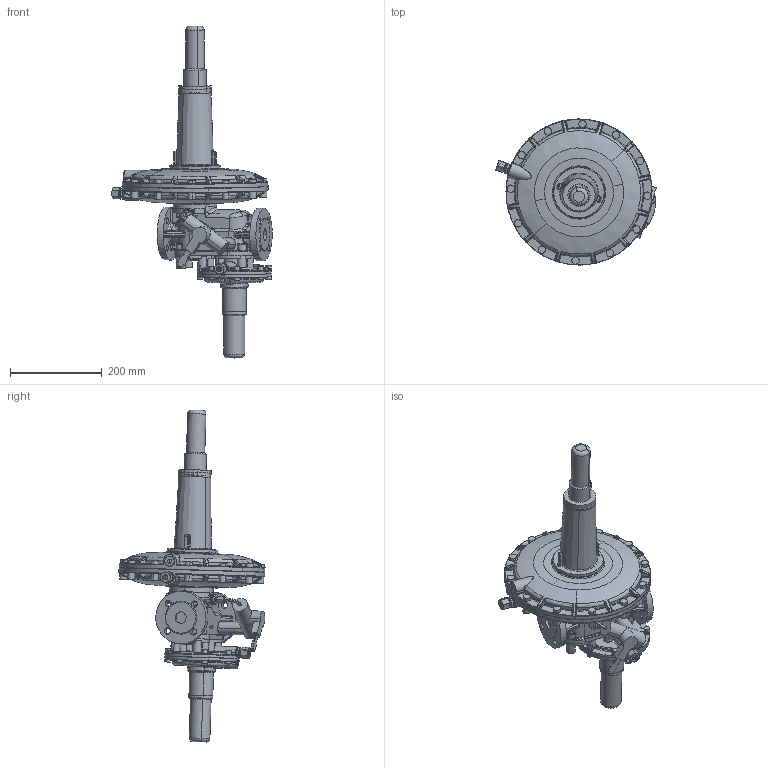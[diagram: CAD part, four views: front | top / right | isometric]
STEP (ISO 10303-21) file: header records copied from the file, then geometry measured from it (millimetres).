
FILE_DESCRIPTION(('CATIA V5 STEP'),'2;1');
FILE_NAME('RS 250 DN 025-320-HDS-links.stp','2014-03-28T13:37:07+00:00',('none'),('none'),'CATIA Version 5 Release 19 SP 9 (IN-10)','CATIA V5 STEP AP203 Edition 2','none');
FILE_SCHEMA(('AP203_CONFIGURATION_CONTROLLED_3D_DESIGN_OF_MECHANICAL_PARTS_AND_ASSEMBLIES_MIM_LF { 1 0 10303 403 2 1 2}'));
Products named in the file (5): Product1; 870800_AllCATPart; Produkt1; 8630H1; 8630H
Assembly tree (4 placements, depth 3):
  Product1
    870800_AllCATPart
    Produkt1
      8630H1
      8630H
Bounding box: 349.14 x 318.31 x 722.88 mm (x, y, z)
Volume: 8304573.1 mm3; surface area: 567413.3 mm2
Topology: 3 solids, 26 shells, 2740 faces, 6793 edges, 3867 vertices
Faces by surface type: cylinder 836, bspline 613, torus 527, plane 457, sphere 137, cone 114, revolution 56
Entity records: 119086 total; most frequent: CARTESIAN_POINT 64845, ORIENTED_EDGE 13002, DIRECTION 7547, EDGE_CURVE 6501, AXIS2_PLACEMENT_3D 4416, VERTEX_POINT 3867, EDGE_LOOP 2836, CIRCLE 2754
